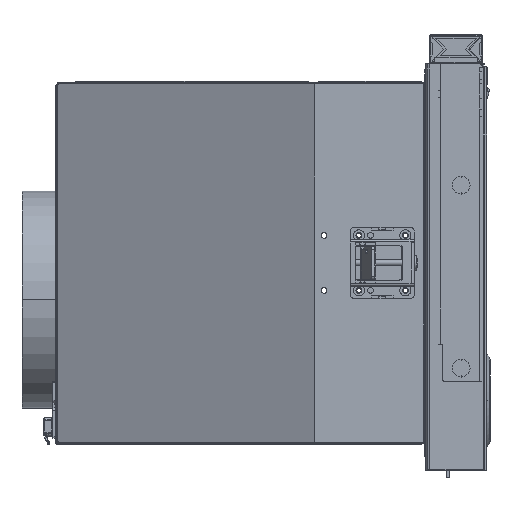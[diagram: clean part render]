
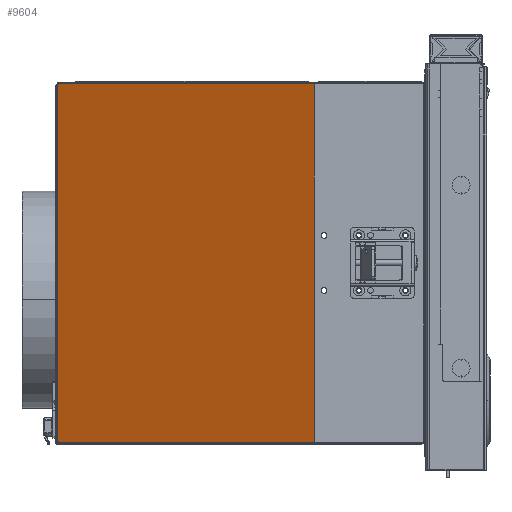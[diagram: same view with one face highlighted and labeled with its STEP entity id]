
A CAD part, left-side view. The second image highlights one B-rep face of the part: STEP entity #9604.
In plain terms, the highlighted planar face has unit normal (-0.906, 0.423, 0).
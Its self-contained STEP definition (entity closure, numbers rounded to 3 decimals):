
#6870=DIRECTION('',(0.,0.,-1.));
#6871=VECTOR('',#6870,245.);
#6872=CARTESIAN_POINT('',(-438.204,-0.866,122.5));
#6873=LINE('',#6872,#6871);
#7667=DIRECTION('',(0.,0.,-1.));
#7668=VECTOR('',#7667,249.);
#7669=CARTESIAN_POINT('',(-520.704,-177.788,124.));
#7670=LINE('',#7669,#7668);
#7671=DIRECTION('',(0.423,0.906,0.));
#7672=VECTOR('',#7671,5.);
#7673=CARTESIAN_POINT('',(-520.704,-177.788,124.));
#7674=LINE('',#7673,#7672);
#7675=DIRECTION('',(-0.423,-0.906,0.));
#7676=VECTOR('',#7675,5.);
#7677=CARTESIAN_POINT('',(-518.591,-173.257,-125.));
#7678=LINE('',#7677,#7676);
#7679=DIRECTION('',(0.,0.,-1.));
#7680=VECTOR('',#7679,1.5);
#7681=CARTESIAN_POINT('',(-518.591,-173.257,-123.5));
#7682=LINE('',#7681,#7680);
#7683=DIRECTION('',(0.,0.,-1.));
#7684=VECTOR('',#7683,0.5);
#7685=CARTESIAN_POINT('',(-444.121,-13.554,-123.5));
#7686=LINE('',#7685,#7684);
#7687=DIRECTION('',(-0.423,-0.906,0.));
#7688=VECTOR('',#7687,13.);
#7689=CARTESIAN_POINT('',(-438.626,-1.772,-124.));
#7690=LINE('',#7689,#7688);
#7691=DIRECTION('',(0.,0.,-1.));
#7692=VECTOR('',#7691,0.5);
#7693=CARTESIAN_POINT('',(-438.204,-0.866,-122.5));
#7694=LINE('',#7693,#7692);
#7695=DIRECTION('',(0.,0.,1.));
#7696=VECTOR('',#7695,0.5);
#7697=CARTESIAN_POINT('',(-438.204,-0.866,122.5));
#7698=LINE('',#7697,#7696);
#7699=DIRECTION('',(-0.423,-0.906,0.));
#7700=VECTOR('',#7699,13.);
#7701=CARTESIAN_POINT('',(-438.626,-1.772,124.));
#7702=LINE('',#7701,#7700);
#7703=DIRECTION('',(0.,0.,-1.));
#7704=VECTOR('',#7703,0.5);
#7705=CARTESIAN_POINT('',(-444.121,-13.554,124.));
#7706=LINE('',#7705,#7704);
#7707=DIRECTION('',(0.,0.,1.));
#7708=VECTOR('',#7707,0.5);
#7709=CARTESIAN_POINT('',(-518.591,-173.257,123.5));
#7710=LINE('',#7709,#7708);
#7739=DIRECTION('',(0.423,0.906,0.));
#7740=VECTOR('',#7739,176.212);
#7741=CARTESIAN_POINT('',(-518.591,-173.257,-123.5));
#7742=LINE('',#7741,#7740);
#7852=CARTESIAN_POINT('',(-438.626,-1.772,-123.));
#7853=DIRECTION('',(0.906,-0.423,0.));
#7854=DIRECTION('',(0.,0.,-1.));
#7855=AXIS2_PLACEMENT_3D('',#7852,#7853,#7854);
#7870=CARTESIAN_POINT('',(-438.626,-1.772,123.));
#7871=DIRECTION('',(0.906,-0.423,0.));
#7872=DIRECTION('',(0.423,0.906,0.));
#7873=AXIS2_PLACEMENT_3D('',#7870,#7871,#7872);
#7903=DIRECTION('',(-0.423,-0.906,0.));
#7904=VECTOR('',#7903,176.212);
#7905=CARTESIAN_POINT('',(-444.121,-13.554,123.5));
#7906=LINE('',#7905,#7904);
#8017=CARTESIAN_POINT('',(-520.704,-177.788,-125.));
#8019=VERTEX_POINT('',#8017);
#8044=CARTESIAN_POINT('',(-444.121,-13.554,123.5));
#8046=VERTEX_POINT('',#8044);
#8053=CARTESIAN_POINT('',(-518.591,-173.257,123.5));
#8055=VERTEX_POINT('',#8053);
#8064=CARTESIAN_POINT('',(-518.591,-173.257,-123.5));
#8065=CARTESIAN_POINT('',(-518.591,-173.257,-125.));
#8066=VERTEX_POINT('',#8064);
#8067=VERTEX_POINT('',#8065);
#8080=CARTESIAN_POINT('',(-444.121,-13.554,-123.5));
#8081=VERTEX_POINT('',#8080);
#8108=CARTESIAN_POINT('',(-438.204,-0.866,122.5));
#8109=VERTEX_POINT('',#8108);
#8120=CARTESIAN_POINT('',(-438.204,-0.866,-122.5));
#8121=VERTEX_POINT('',#8120);
#8124=CARTESIAN_POINT('',(-444.121,-13.554,124.));
#8125=VERTEX_POINT('',#8124);
#8126=CARTESIAN_POINT('',(-444.121,-13.554,-124.));
#8127=VERTEX_POINT('',#8126);
#8133=CARTESIAN_POINT('',(-438.204,-0.866,123.));
#8135=VERTEX_POINT('',#8133);
#8136=CARTESIAN_POINT('',(-438.626,-1.772,124.));
#8137=VERTEX_POINT('',#8136);
#8141=CARTESIAN_POINT('',(-438.626,-1.772,-124.));
#8143=VERTEX_POINT('',#8141);
#8144=CARTESIAN_POINT('',(-438.204,-0.866,-123.));
#8145=VERTEX_POINT('',#8144);
#8148=CARTESIAN_POINT('',(-520.704,-177.788,124.));
#8149=CARTESIAN_POINT('',(-518.591,-173.257,124.));
#8150=VERTEX_POINT('',#8148);
#8151=VERTEX_POINT('',#8149);
#9568=CARTESIAN_POINT('',(-437.8,0.,-65.6));
#9569=DIRECTION('',(-0.906,0.423,0.));
#9570=DIRECTION('',(0.,0.,1.));
#9571=AXIS2_PLACEMENT_3D('',#9568,#9569,#9570);
#9572=PLANE('',#9571);
#9573=ORIENTED_EDGE('',*,*,#8492,.F.);
#9574=ORIENTED_EDGE('',*,*,#9563,.T.);
#9576=ORIENTED_EDGE('',*,*,#9575,.F.);
#9578=ORIENTED_EDGE('',*,*,#9577,.F.);
#9580=ORIENTED_EDGE('',*,*,#9579,.T.);
#9582=ORIENTED_EDGE('',*,*,#9581,.T.);
#9584=ORIENTED_EDGE('',*,*,#9583,.F.);
#9586=ORIENTED_EDGE('',*,*,#9585,.T.);
#9588=ORIENTED_EDGE('',*,*,#9587,.F.);
#9589=ORIENTED_EDGE('',*,*,#8380,.F.);
#9591=ORIENTED_EDGE('',*,*,#9590,.T.);
#9593=ORIENTED_EDGE('',*,*,#9592,.T.);
#9595=ORIENTED_EDGE('',*,*,#9594,.T.);
#9597=ORIENTED_EDGE('',*,*,#9596,.T.);
#9599=ORIENTED_EDGE('',*,*,#9598,.T.);
#9601=ORIENTED_EDGE('',*,*,#9600,.T.);
#9602=EDGE_LOOP('',(#9573,#9574,#9576,#9578,#9580,#9582,#9584,#9586,#9588,#9589,
#9591,#9593,#9595,#9597,#9599,#9601));
#9603=FACE_OUTER_BOUND('',#9602,.F.);
#7856=CIRCLE('',#7855,1.);
#7874=CIRCLE('',#7873,1.);
#8380=EDGE_CURVE('',#8109,#8121,#6873,.T.);
#8492=EDGE_CURVE('',#8150,#8151,#7674,.T.);
#9563=EDGE_CURVE('',#8150,#8019,#7670,.T.);
#9575=EDGE_CURVE('',#8067,#8019,#7678,.T.);
#9577=EDGE_CURVE('',#8066,#8067,#7682,.T.);
#9579=EDGE_CURVE('',#8066,#8081,#7742,.T.);
#9581=EDGE_CURVE('',#8081,#8127,#7686,.T.);
#9583=EDGE_CURVE('',#8143,#8127,#7690,.T.);
#9585=EDGE_CURVE('',#8143,#8145,#7856,.T.);
#9587=EDGE_CURVE('',#8121,#8145,#7694,.T.);
#9590=EDGE_CURVE('',#8109,#8135,#7698,.T.);
#9592=EDGE_CURVE('',#8135,#8137,#7874,.T.);
#9594=EDGE_CURVE('',#8137,#8125,#7702,.T.);
#9596=EDGE_CURVE('',#8125,#8046,#7706,.T.);
#9598=EDGE_CURVE('',#8046,#8055,#7906,.T.);
#9600=EDGE_CURVE('',#8055,#8151,#7710,.T.);
#9604=ADVANCED_FACE('',(#9603),#9572,.T.);
